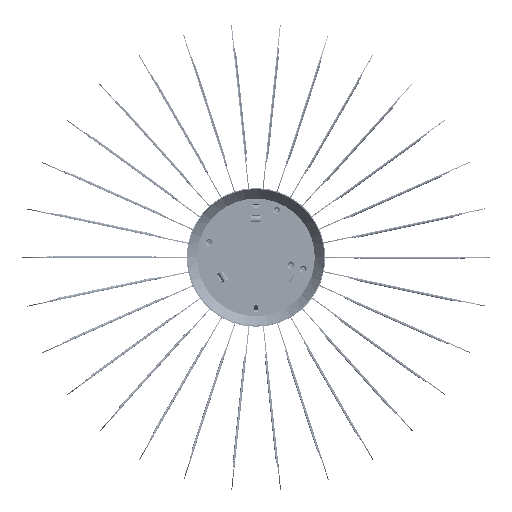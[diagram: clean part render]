
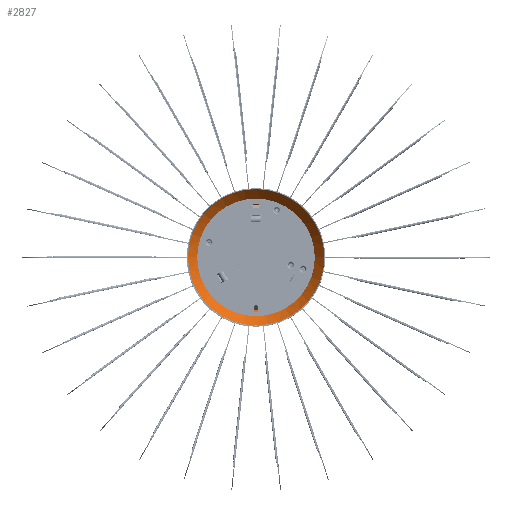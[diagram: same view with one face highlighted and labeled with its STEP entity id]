
A CAD part, top view. The second image highlights one B-rep face of the part: STEP entity #2827.
In plain terms, the highlighted conical face has half-angle 40 degrees and reference radius 66.351 mm.
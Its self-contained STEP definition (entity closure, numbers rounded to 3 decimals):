
#2827 = ADVANCED_FACE( '', ( #7207, #7208 ), #7209, .F. );
#7207 = FACE_OUTER_BOUND( '', #15199, .T. );
#7208 = FACE_BOUND( '', #15200, .T. );
#7209 = CONICAL_SURFACE( '', #15201, 66.351, 0.698 );
#15199 = EDGE_LOOP( '', ( #26263 ) );
#15200 = EDGE_LOOP( '', ( #26264 ) );
#15201 = AXIS2_PLACEMENT_3D( '', #26265, #26266, #26267 );
#26263 = ORIENTED_EDGE( '', *, *, #56260, .T. );
#26264 = ORIENTED_EDGE( '', *, *, #56270, .F. );
#26265 = CARTESIAN_POINT( '', ( 0., 0., 0.964 ) );
#26266 = DIRECTION( '', ( 0., 0., 1. ) );
#26267 = DIRECTION( '', ( 1., 0., 0. ) );
#56260 = EDGE_CURVE( '', #67037, #67037, #67038, .T. );
#56270 = EDGE_CURVE( '', #67057, #67057, #67058, .T. );
#67037 = VERTEX_POINT( '', #84445 );
#67038 = CIRCLE( '', #84446, 115.644 );
#67057 = VERTEX_POINT( '', #84465 );
#67058 = CIRCLE( '', #84466, 67.85 );
#84445 = CARTESIAN_POINT( '', ( 115.644, 0., 59.71 ) );
#84446 = AXIS2_PLACEMENT_3D( '', #110195, #110196, #110197 );
#84465 = CARTESIAN_POINT( '', ( 67.85, 0., 2.75 ) );
#84466 = AXIS2_PLACEMENT_3D( '', #110225, #110226, #110227 );
#110195 = CARTESIAN_POINT( '', ( 0., 0., 59.71 ) );
#110196 = DIRECTION( '', ( 0., 0., 1. ) );
#110197 = DIRECTION( '', ( 1., 0., 0. ) );
#110225 = CARTESIAN_POINT( '', ( 0., 0., 2.75 ) );
#110226 = DIRECTION( '', ( 0., 0., 1. ) );
#110227 = DIRECTION( '', ( 1., 0., 0. ) );
